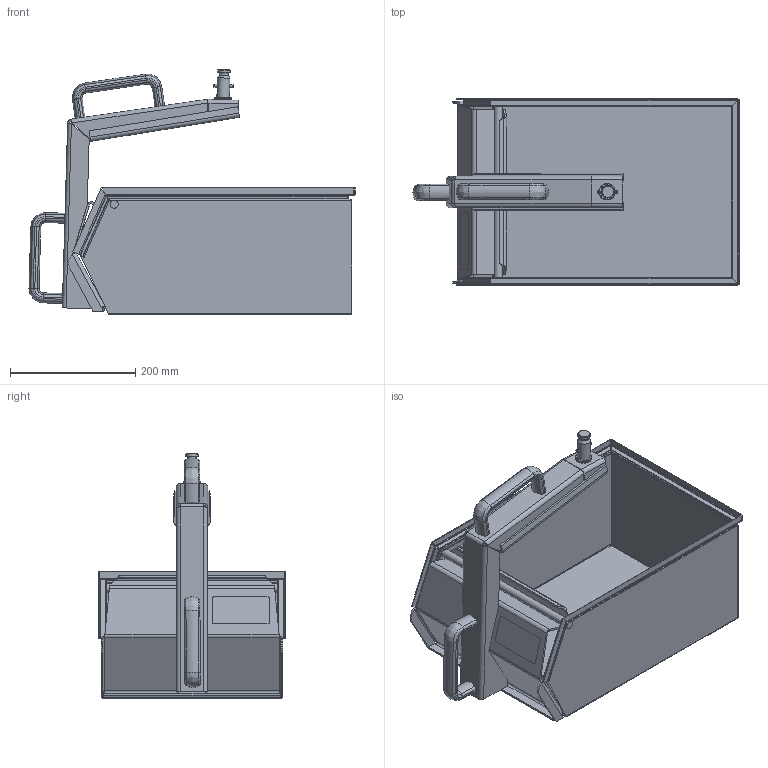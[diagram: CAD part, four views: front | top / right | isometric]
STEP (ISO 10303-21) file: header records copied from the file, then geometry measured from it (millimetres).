
FILE_DESCRIPTION(/* description */ (''),/* implementation_level */ '2;1');
FILE_NAME(/* name */ 'CGSG80.stp',/* time_stamp */ '2019-04-18T11:16:19+02:00',/* author */ ('helmut.rube'),/* organization */ (''),/* preprocessor_version */ 'ST-DEVELOPER v17.2',/* originating_system */ 'Autodesk Inventor 2019',/* authorisation */ '');
FILE_SCHEMA (('AUTOMOTIVE_DESIGN { 1 0 10303 214 3 1 1 }'));
Length unit declared in the file: millimetre
Products named in the file (1): 001-ENG-104755
Bounding box: 519.74 x 297 x 390.99 mm (x, y, z)
Volume: 1061356.9 mm3; surface area: 1119309.5 mm2
Topology: 21 solids, 29 shells, 791 faces, 1894 edges, 1177 vertices
Faces by surface type: plane 434, cylinder 216, bspline 42, torus 37, sphere 36, cone 26
Full cylindrical faces by diameter (mm): 2 x18, 4.917 x4, 6 x4, 6.4 x4, 7 x4, 10 x4, 10.106 x1, 11.053 x1, 12 x10, 12.2 x1, 13 x1, 20 x4, 24 x1, 26 x6
Entity records: 25202 total; most frequent: CARTESIAN_POINT 5743, DIRECTION 3892, ORIENTED_EDGE 3774, EDGE_CURVE 1887, AXIS2_PLACEMENT_3D 1370, VERTEX_POINT 1181, LINE 1152, VECTOR 1152
